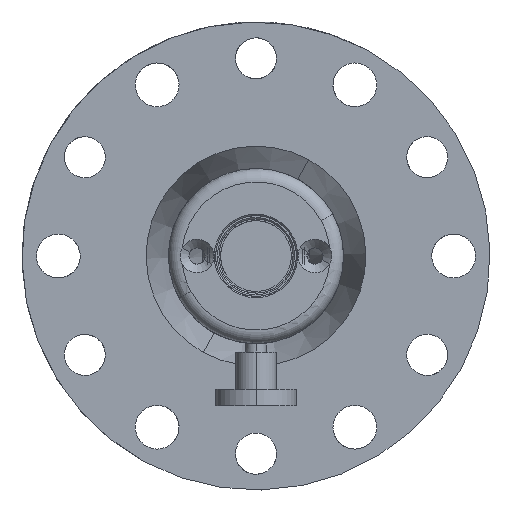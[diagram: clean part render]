
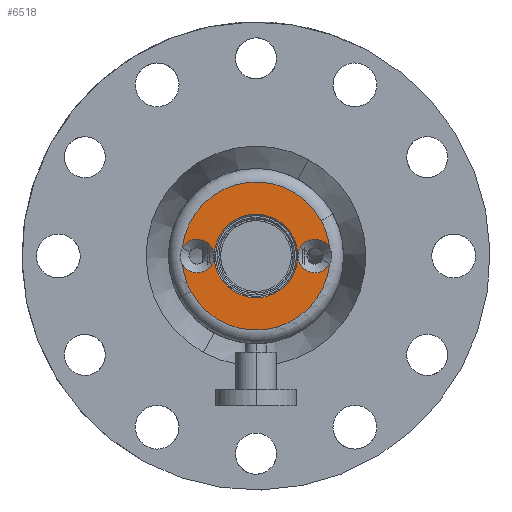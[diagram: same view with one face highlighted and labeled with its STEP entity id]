
A CAD part, front view. The second image highlights one B-rep face of the part: STEP entity #6518.
In plain terms, the highlighted planar face has unit normal (0, -1, 0).
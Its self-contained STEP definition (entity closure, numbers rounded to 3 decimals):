
#6331=AXIS2_PLACEMENT_3D('Circle Axis2P3D',#6329,#6330,$) ;
#6356=AXIS2_PLACEMENT_3D('Circle Axis2P3D',#6354,#6355,$) ;
#6408=AXIS2_PLACEMENT_3D('Circle Axis2P3D',#6406,#6407,$) ;
#6415=AXIS2_PLACEMENT_3D('Circle Axis2P3D',#6413,#6414,$) ;
#6456=AXIS2_PLACEMENT_3D('Plane Axis2P3D',#6453,#6454,#6455) ;
#6460=AXIS2_PLACEMENT_3D('Circle Axis2P3D',#6458,#6459,$) ;
#6467=AXIS2_PLACEMENT_3D('Circle Axis2P3D',#6465,#6466,$) ;
#6472=AXIS2_PLACEMENT_3D('Circle Axis2P3D',#6470,#6471,$) ;
#6479=AXIS2_PLACEMENT_3D('Circle Axis2P3D',#6477,#6478,$) ;
#6494=AXIS2_PLACEMENT_3D('Circle Axis2P3D',#6492,#6493,$) ;
#6503=AXIS2_PLACEMENT_3D('Circle Axis2P3D',#6501,#6502,$) ;
#6510=AXIS2_PLACEMENT_3D('Circle Axis2P3D',#6508,#6509,$) ;
#6326=CARTESIAN_POINT('Vertex',(9.653,-236.6,5.274)) ;
#6329=CARTESIAN_POINT('Axis2P3D Location',(0.,-236.6,0.)) ;
#6333=CARTESIAN_POINT('Vertex',(10.932,-236.6,1.22)) ;
#6351=CARTESIAN_POINT('Vertex',(10.932,-236.6,-1.22)) ;
#6354=CARTESIAN_POINT('Axis2P3D Location',(0.,-236.6,0.)) ;
#6358=CARTESIAN_POINT('Vertex',(-9.653,-236.6,-5.274)) ;
#6406=CARTESIAN_POINT('Axis2P3D Location',(0.,-236.6,0.)) ;
#6410=CARTESIAN_POINT('Vertex',(-10.932,-236.6,1.22)) ;
#6413=CARTESIAN_POINT('Axis2P3D Location',(0.,-236.6,0.)) ;
#6417=CARTESIAN_POINT('Vertex',(-10.932,-236.6,-1.22)) ;
#6453=CARTESIAN_POINT('Axis2P3D Location',(11.,-236.6,0.)) ;
#6458=CARTESIAN_POINT('Axis2P3D Location',(8.75,-236.6,0.)) ;
#6462=CARTESIAN_POINT('Vertex',(6.556,-236.6,1.199)) ;
#6465=CARTESIAN_POINT('Axis2P3D Location',(8.75,-236.6,0.)) ;
#6470=CARTESIAN_POINT('Axis2P3D Location',(-8.75,-236.6,0.)) ;
#6474=CARTESIAN_POINT('Vertex',(-6.556,-236.6,-1.199)) ;
#6477=CARTESIAN_POINT('Axis2P3D Location',(-8.75,-236.6,0.)) ;
#6492=CARTESIAN_POINT('Axis2P3D Location',(0.,-236.6,0.)) ;
#6496=CARTESIAN_POINT('Vertex',(5.741,-236.6,2.341)) ;
#6498=CARTESIAN_POINT('Vertex',(5.441,-236.6,2.972)) ;
#6501=CARTESIAN_POINT('Axis2P3D Location',(0.,-236.6,0.)) ;
#6505=CARTESIAN_POINT('Vertex',(-5.441,-236.6,-2.972)) ;
#6508=CARTESIAN_POINT('Axis2P3D Location',(0.,-236.6,0.)) ;
#6330=DIRECTION('Axis2P3D Direction',(0.,-1.,0.)) ;
#6355=DIRECTION('Axis2P3D Direction',(0.,-1.,0.)) ;
#6407=DIRECTION('Axis2P3D Direction',(0.,-1.,0.)) ;
#6414=DIRECTION('Axis2P3D Direction',(0.,-1.,0.)) ;
#6454=DIRECTION('Axis2P3D Direction',(0.,-1.,0.)) ;
#6455=DIRECTION('Axis2P3D XDirection',(1.,0.,0.)) ;
#6459=DIRECTION('Axis2P3D Direction',(0.,-1.,0.)) ;
#6466=DIRECTION('Axis2P3D Direction',(0.,-1.,0.)) ;
#6471=DIRECTION('Axis2P3D Direction',(0.,-1.,0.)) ;
#6478=DIRECTION('Axis2P3D Direction',(0.,-1.,0.)) ;
#6493=DIRECTION('Axis2P3D Direction',(0.,-1.,0.)) ;
#6502=DIRECTION('Axis2P3D Direction',(0.,-1.,0.)) ;
#6509=DIRECTION('Axis2P3D Direction',(0.,-1.,0.)) ;
#6483=ORIENTED_EDGE('',*,*,#6419,.T.) ;
#6484=ORIENTED_EDGE('',*,*,#6360,.T.) ;
#6485=ORIENTED_EDGE('',*,*,#6464,.F.) ;
#6486=ORIENTED_EDGE('',*,*,#6469,.F.) ;
#6487=ORIENTED_EDGE('',*,*,#6335,.T.) ;
#6488=ORIENTED_EDGE('',*,*,#6412,.T.) ;
#6489=ORIENTED_EDGE('',*,*,#6476,.F.) ;
#6490=ORIENTED_EDGE('',*,*,#6481,.F.) ;
#6514=ORIENTED_EDGE('',*,*,#6500,.F.) ;
#6515=ORIENTED_EDGE('',*,*,#6507,.F.) ;
#6516=ORIENTED_EDGE('',*,*,#6512,.F.) ;
#6517=FACE_BOUND('',#6513,.T.) ;
#6518=ADVANCED_FACE('Brep With Voids.1',(#6491,#6517),#6457,.T.) ;
#6332=CIRCLE('generated circle',#6331,11.) ;
#6357=CIRCLE('generated circle',#6356,11.) ;
#6409=CIRCLE('generated circle',#6408,11.) ;
#6416=CIRCLE('generated circle',#6415,11.) ;
#6461=CIRCLE('generated circle',#6460,2.5) ;
#6468=CIRCLE('generated circle',#6467,2.5) ;
#6473=CIRCLE('generated circle',#6472,2.5) ;
#6480=CIRCLE('generated circle',#6479,2.5) ;
#6495=CIRCLE('generated circle',#6494,6.2) ;
#6504=CIRCLE('generated circle',#6503,6.2) ;
#6511=CIRCLE('generated circle',#6510,6.2) ;
#6335=EDGE_CURVE('',#6334,#6327,#6332,.T.) ;
#6360=EDGE_CURVE('',#6359,#6352,#6357,.T.) ;
#6412=EDGE_CURVE('',#6327,#6411,#6409,.T.) ;
#6419=EDGE_CURVE('',#6418,#6359,#6416,.T.) ;
#6464=EDGE_CURVE('',#6463,#6352,#6461,.T.) ;
#6469=EDGE_CURVE('',#6334,#6463,#6468,.T.) ;
#6476=EDGE_CURVE('',#6475,#6411,#6473,.T.) ;
#6481=EDGE_CURVE('',#6418,#6475,#6480,.T.) ;
#6500=EDGE_CURVE('',#6497,#6499,#6495,.T.) ;
#6507=EDGE_CURVE('',#6506,#6497,#6504,.T.) ;
#6512=EDGE_CURVE('',#6499,#6506,#6511,.T.) ;
#6482=EDGE_LOOP('',(#6483,#6484,#6485,#6486,#6487,#6488,#6489,#6490)) ;
#6513=EDGE_LOOP('',(#6514,#6515,#6516)) ;
#6491=FACE_OUTER_BOUND('',#6482,.T.) ;
#6457=PLANE('',#6456) ;
#6327=VERTEX_POINT('',#6326) ;
#6334=VERTEX_POINT('',#6333) ;
#6352=VERTEX_POINT('',#6351) ;
#6359=VERTEX_POINT('',#6358) ;
#6411=VERTEX_POINT('',#6410) ;
#6418=VERTEX_POINT('',#6417) ;
#6463=VERTEX_POINT('',#6462) ;
#6475=VERTEX_POINT('',#6474) ;
#6497=VERTEX_POINT('',#6496) ;
#6499=VERTEX_POINT('',#6498) ;
#6506=VERTEX_POINT('',#6505) ;
